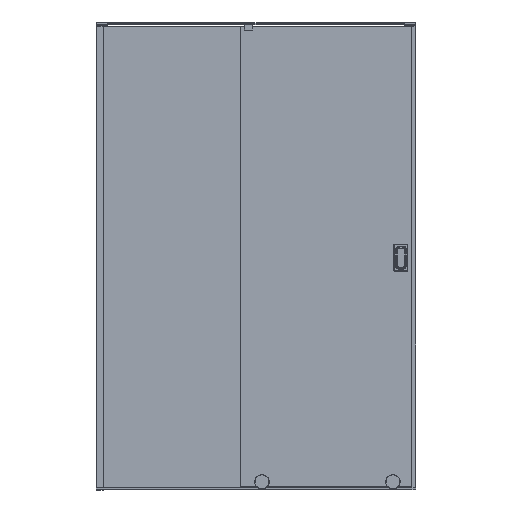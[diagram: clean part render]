
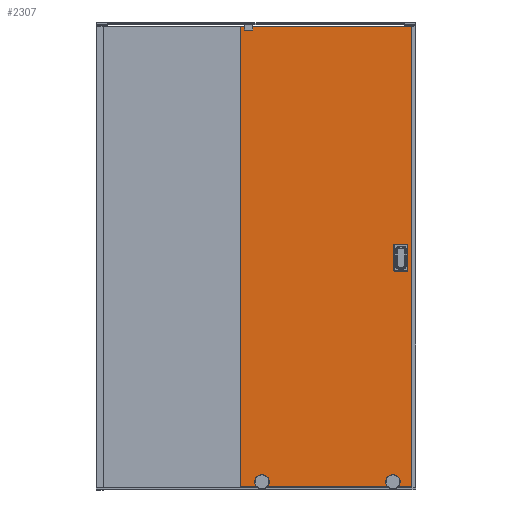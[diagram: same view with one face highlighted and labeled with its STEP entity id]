
A CAD part, top view. The second image highlights one B-rep face of the part: STEP entity #2307.
In plain terms, the highlighted planar face has unit normal (0, 0, 1).
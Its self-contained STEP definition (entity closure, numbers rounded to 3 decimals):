
#142 = CARTESIAN_POINT ( 'NONE',  ( 319.2, -956.65, 25. ) ) ;
#407 = AXIS2_PLACEMENT_3D ( 'NONE', #27020, #16036, #12861 ) ;
#545 = CARTESIAN_POINT ( 'NONE',  ( 554.2, 1.85, 25. ) ) ;
#715 = EDGE_CURVE ( 'NONE', #24654, #27759, #34981, .T. ) ;
#1538 = ORIENTED_EDGE ( 'NONE', *, *, #16295, .F. ) ;
#1652 = VERTEX_POINT ( 'NONE', #20212 ) ;
#1733 = DIRECTION ( 'NONE',  ( 0., 0., -1. ) ) ;
#2016 = EDGE_LOOP ( 'NONE', ( #26913, #5112 ) ) ;
#2158 = CIRCLE ( 'NONE', #6161, 1.5 ) ;
#2258 = LINE ( 'NONE', #4144, #22246 ) ;
#2307 = ADVANCED_FACE ( 'NONE', ( #26544, #22682, #24817, #11812 ), #3134, .F. ) ;
#3134 = PLANE ( 'NONE',  #29829 ) ;
#3203 = ORIENTED_EDGE ( 'NONE', *, *, #4781, .F. ) ;
#3270 = DIRECTION ( 'NONE',  ( 0., 0., 1. ) ) ;
#3626 = CARTESIAN_POINT ( 'NONE',  ( 229.2, 988.35, 25. ) ) ;
#3667 = DIRECTION ( 'NONE',  ( -1., 0., 0. ) ) ;
#3790 = DIRECTION ( 'NONE',  ( 0., 0., 1. ) ) ;
#4111 = EDGE_CURVE ( 'NONE', #1652, #18935, #30416, .T. ) ;
#4144 = CARTESIAN_POINT ( 'NONE',  ( 229.2, -984.65, 25. ) ) ;
#4235 = VECTOR ( 'NONE', #19349, 1000. ) ;
#4781 = EDGE_CURVE ( 'NONE', #16778, #12477, #27724, .T. ) ;
#4860 = EDGE_CURVE ( 'NONE', #24253, #24083, #32475, .T. ) ;
#4894 = CIRCLE ( 'NONE', #31568, 11.847 ) ;
#5112 = ORIENTED_EDGE ( 'NONE', *, *, #21890, .F. ) ;
#5234 = CARTESIAN_POINT ( 'NONE',  ( 885.2, 58.25, 25. ) ) ;
#5392 = ORIENTED_EDGE ( 'NONE', *, *, #35300, .F. ) ;
#5499 = EDGE_LOOP ( 'NONE', ( #31945, #6167, #31008, #26530 ) ) ;
#5577 = DIRECTION ( 'NONE',  ( 0., 0., 1. ) ) ;
#5661 = EDGE_CURVE ( 'NONE', #17266, #12341, #21568, .T. ) ;
#5674 = DIRECTION ( 'NONE',  ( 0., 0., 1. ) ) ;
#5696 = VERTEX_POINT ( 'NONE', #23106 ) ;
#6161 = AXIS2_PLACEMENT_3D ( 'NONE', #26756, #29533, #7498 ) ;
#6167 = ORIENTED_EDGE ( 'NONE', *, *, #23813, .F. ) ;
#6334 = CARTESIAN_POINT ( 'NONE',  ( 891.047, -956.65, 25. ) ) ;
#6340 = CIRCLE ( 'NONE', #15752, 1.5 ) ;
#6473 = AXIS2_PLACEMENT_3D ( 'NONE', #7797, #3270, #9236 ) ;
#6866 = CARTESIAN_POINT ( 'NONE',  ( 941.6, 59.75, 25. ) ) ;
#7301 = ORIENTED_EDGE ( 'NONE', *, *, #20802, .F. ) ;
#7419 = ORIENTED_EDGE ( 'NONE', *, *, #24205, .F. ) ;
#7498 = DIRECTION ( 'NONE',  ( -1., 0., 0. ) ) ;
#7797 = CARTESIAN_POINT ( 'NONE',  ( 941.6, -54.55, 25. ) ) ;
#7933 = CARTESIAN_POINT ( 'NONE',  ( 867.353, -956.65, 25. ) ) ;
#8638 = CARTESIAN_POINT ( 'NONE',  ( 943.1, 58.25, 25. ) ) ;
#9081 = VECTOR ( 'NONE', #26252, 1000. ) ;
#9236 = DIRECTION ( 'NONE',  ( -1., 0., 0. ) ) ;
#9527 = CARTESIAN_POINT ( 'NONE',  ( 885.2, -56.05, 25. ) ) ;
#9880 = ORIENTED_EDGE ( 'NONE', *, *, #34447, .F. ) ;
#11068 = DIRECTION ( 'NONE',  ( -1., 0., 0. ) ) ;
#11167 = CARTESIAN_POINT ( 'NONE',  ( 943.1, 30.05, 25. ) ) ;
#11502 = CARTESIAN_POINT ( 'NONE',  ( 229.2, -978.65, 25. ) ) ;
#11810 = VECTOR ( 'NONE', #19143, 1000. ) ;
#11812 = FACE_BOUND ( 'NONE', #24337, .T. ) ;
#12341 = VERTEX_POINT ( 'NONE', #34806 ) ;
#12477 = VERTEX_POINT ( 'NONE', #35167 ) ;
#12861 = DIRECTION ( 'NONE',  ( -1., 0., 0. ) ) ;
#13806 = LINE ( 'NONE', #16031, #17728 ) ;
#13861 = DIRECTION ( 'NONE',  ( -1., 0., 0. ) ) ;
#13888 = EDGE_CURVE ( 'NONE', #22885, #24618, #20371, .T. ) ;
#14183 = VECTOR ( 'NONE', #20575, 1000. ) ;
#14948 = CARTESIAN_POINT ( 'NONE',  ( 969.2, -978.65, 25. ) ) ;
#15070 = DIRECTION ( 'NONE',  ( 1., 0., 0. ) ) ;
#15152 = CARTESIAN_POINT ( 'NONE',  ( 879.2, -956.65, 25. ) ) ;
#15305 = CARTESIAN_POINT ( 'NONE',  ( 885.2, -56.05, 25. ) ) ;
#15382 = CARTESIAN_POINT ( 'NONE',  ( 941.6, 58.25, 25. ) ) ;
#15752 = AXIS2_PLACEMENT_3D ( 'NONE', #5234, #16557, #11068 ) ;
#16031 = CARTESIAN_POINT ( 'NONE',  ( 962.708, 990.5, 25. ) ) ;
#16036 = DIRECTION ( 'NONE',  ( 0., 0., -1. ) ) ;
#16295 = EDGE_CURVE ( 'NONE', #12477, #31339, #35158, .T. ) ;
#16557 = DIRECTION ( 'NONE',  ( 0., 0., 1. ) ) ;
#16590 = CARTESIAN_POINT ( 'NONE',  ( 943.1, -54.55, 25. ) ) ;
#16778 = VERTEX_POINT ( 'NONE', #9527 ) ;
#17266 = VERTEX_POINT ( 'NONE', #25495 ) ;
#17728 = VECTOR ( 'NONE', #27255, 1000. ) ;
#17771 = DIRECTION ( 'NONE',  ( -1., 0., 0. ) ) ;
#18264 = DIRECTION ( 'NONE',  ( 0., 0., -1. ) ) ;
#18293 = DIRECTION ( 'NONE',  ( 0., 1., 0. ) ) ;
#18813 = CARTESIAN_POINT ( 'NONE',  ( 941.6, 59.75, 25. ) ) ;
#18828 = ORIENTED_EDGE ( 'NONE', *, *, #715, .F. ) ;
#18935 = VERTEX_POINT ( 'NONE', #31422 ) ;
#19143 = DIRECTION ( 'NONE',  ( 0., -1., 0. ) ) ;
#19221 = EDGE_CURVE ( 'NONE', #35986, #32367, #31241, .T. ) ;
#19349 = DIRECTION ( 'NONE',  ( 0., 1., 0. ) ) ;
#19920 = AXIS2_PLACEMENT_3D ( 'NONE', #15152, #1733, #32435 ) ;
#20200 = DIRECTION ( 'NONE',  ( -1., 0., 0. ) ) ;
#20212 = CARTESIAN_POINT ( 'NONE',  ( 883.7, 58.25, 25. ) ) ;
#20266 = CARTESIAN_POINT ( 'NONE',  ( 331.047, -956.65, 25. ) ) ;
#20371 = CIRCLE ( 'NONE', #19920, 11.847 ) ;
#20575 = DIRECTION ( 'NONE',  ( 1., 0., 0. ) ) ;
#20613 = EDGE_LOOP ( 'NONE', ( #24824, #23275 ) ) ;
#20693 = CIRCLE ( 'NONE', #407, 11.847 ) ;
#20802 = EDGE_CURVE ( 'NONE', #5696, #1652, #6340, .T. ) ;
#20859 = CARTESIAN_POINT ( 'NONE',  ( 962.708, -978.65, 25. ) ) ;
#21568 = LINE ( 'NONE', #3626, #14183 ) ;
#21890 = EDGE_CURVE ( 'NONE', #32367, #35986, #4894, .T. ) ;
#22246 = VECTOR ( 'NONE', #18293, 1000. ) ;
#22277 = EDGE_CURVE ( 'NONE', #24083, #17266, #2258, .T. ) ;
#22519 = LINE ( 'NONE', #11167, #4235 ) ;
#22655 = ORIENTED_EDGE ( 'NONE', *, *, #4111, .F. ) ;
#22682 = FACE_BOUND ( 'NONE', #20613, .T. ) ;
#22885 = VERTEX_POINT ( 'NONE', #7933 ) ;
#23106 = CARTESIAN_POINT ( 'NONE',  ( 885.2, 59.75, 25. ) ) ;
#23275 = ORIENTED_EDGE ( 'NONE', *, *, #13888, .T. ) ;
#23428 = VECTOR ( 'NONE', #15070, 1000. ) ;
#23813 = EDGE_CURVE ( 'NONE', #12341, #24253, #13806, .T. ) ;
#24083 = VERTEX_POINT ( 'NONE', #11502 ) ;
#24205 = EDGE_CURVE ( 'NONE', #27759, #5696, #33809, .T. ) ;
#24253 = VERTEX_POINT ( 'NONE', #20859 ) ;
#24337 = EDGE_LOOP ( 'NONE', ( #3203, #9880, #22655, #7301, #7419, #18828, #5392, #1538 ) ) ;
#24618 = VERTEX_POINT ( 'NONE', #6334 ) ;
#24654 = VERTEX_POINT ( 'NONE', #8638 ) ;
#24817 = FACE_BOUND ( 'NONE', #2016, .T. ) ;
#24824 = ORIENTED_EDGE ( 'NONE', *, *, #25299, .T. ) ;
#25299 = EDGE_CURVE ( 'NONE', #24618, #22885, #20693, .T. ) ;
#25495 = CARTESIAN_POINT ( 'NONE',  ( 229.2, 988.35, 25. ) ) ;
#26252 = DIRECTION ( 'NONE',  ( -1., 0., 0. ) ) ;
#26530 = ORIENTED_EDGE ( 'NONE', *, *, #22277, .F. ) ;
#26544 = FACE_OUTER_BOUND ( 'NONE', #5499, .T. ) ;
#26756 = CARTESIAN_POINT ( 'NONE',  ( 885.2, -54.55, 25. ) ) ;
#26913 = ORIENTED_EDGE ( 'NONE', *, *, #19221, .F. ) ;
#27020 = CARTESIAN_POINT ( 'NONE',  ( 879.2, -956.65, 25. ) ) ;
#27255 = DIRECTION ( 'NONE',  ( 0., -1., 0. ) ) ;
#27724 = LINE ( 'NONE', #15305, #23428 ) ;
#27759 = VERTEX_POINT ( 'NONE', #18813 ) ;
#28441 = CARTESIAN_POINT ( 'NONE',  ( 307.353, -956.65, 25. ) ) ;
#28877 = AXIS2_PLACEMENT_3D ( 'NONE', #36008, #5577, #30788 ) ;
#29533 = DIRECTION ( 'NONE',  ( 0., 0., 1. ) ) ;
#29829 = AXIS2_PLACEMENT_3D ( 'NONE', #545, #18264, #20200 ) ;
#30416 = LINE ( 'NONE', #33111, #11810 ) ;
#30788 = DIRECTION ( 'NONE',  ( -1., 0., 0. ) ) ;
#31008 = ORIENTED_EDGE ( 'NONE', *, *, #5661, .F. ) ;
#31241 = CIRCLE ( 'NONE', #28877, 11.847 ) ;
#31339 = VERTEX_POINT ( 'NONE', #16590 ) ;
#31422 = CARTESIAN_POINT ( 'NONE',  ( 883.7, -54.55, 25. ) ) ;
#31568 = AXIS2_PLACEMENT_3D ( 'NONE', #142, #5674, #13861 ) ;
#31945 = ORIENTED_EDGE ( 'NONE', *, *, #4860, .F. ) ;
#32367 = VERTEX_POINT ( 'NONE', #28441 ) ;
#32435 = DIRECTION ( 'NONE',  ( -1., 0., 0. ) ) ;
#32475 = LINE ( 'NONE', #14948, #35072 ) ;
#33111 = CARTESIAN_POINT ( 'NONE',  ( 883.7, -26.35, 25. ) ) ;
#33809 = LINE ( 'NONE', #6866, #9081 ) ;
#34447 = EDGE_CURVE ( 'NONE', #18935, #16778, #2158, .T. ) ;
#34806 = CARTESIAN_POINT ( 'NONE',  ( 962.708, 988.35, 25. ) ) ;
#34981 = CIRCLE ( 'NONE', #35773, 1.5 ) ;
#35072 = VECTOR ( 'NONE', #17771, 1000. ) ;
#35158 = CIRCLE ( 'NONE', #6473, 1.5 ) ;
#35167 = CARTESIAN_POINT ( 'NONE',  ( 941.6, -56.05, 25. ) ) ;
#35300 = EDGE_CURVE ( 'NONE', #31339, #24654, #22519, .T. ) ;
#35773 = AXIS2_PLACEMENT_3D ( 'NONE', #15382, #3790, #3667 ) ;
#35986 = VERTEX_POINT ( 'NONE', #20266 ) ;
#36008 = CARTESIAN_POINT ( 'NONE',  ( 319.2, -956.65, 25. ) ) ;
